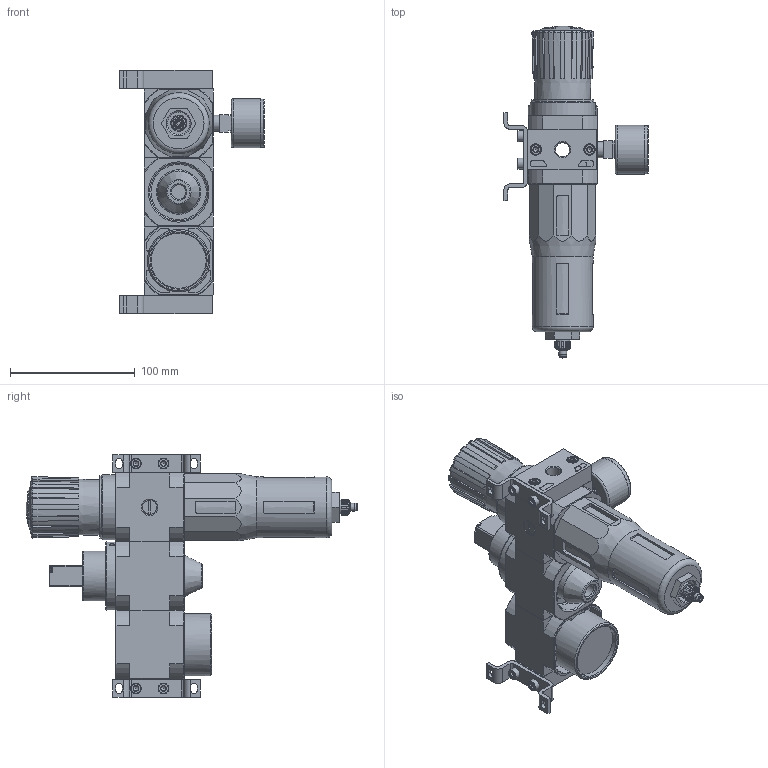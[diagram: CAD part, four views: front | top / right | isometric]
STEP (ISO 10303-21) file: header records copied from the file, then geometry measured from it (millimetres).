
FILE_DESCRIPTION(/* description */ ('STEP AP214'),/* implementation_level */ '2;1');
FILE_NAME(/* name */ '185747_LFR-1_4-D-MIDI-KD',/* time_stamp */ '2024-09-03T19:21:26+02:00',/* author */ ('License CC BY-ND 4.0'),/* organization */ ('CADENAS'),/* preprocessor_version */ 'ST-DEVELOPER v19.3',/* originating_system */ 'PARTsolutions',/* authorisation */ ' ');
FILE_SCHEMA (('AUTOMOTIVE_DESIGN {1 0 10303 214 3 1 1}'));
Length unit declared in the file: millimetre
Products named in the file (14): 185747 LFR-1/4-D-MIDI-KD; 680241 PBL-1/4-D-MIDI-L---(1) p1; DIN-912 - M5x18(F); 159593 HFOE-D-MIDI/MAXI-P1; DIN-912 - M5x10(F); 680242 PBL-1/4-D-MIDI-R---(0) p1; 120518 LFR-D-MIDI--(0); 8003639 PAGN-40-16-G14; 373846 LR-MIDI; 648415 LF; 746237 HEE-D-MDI-24; 364665 MSEB-3-24V-D; 351358 FRB-D-MIDI; 360727 HEL-MIDI
Assembly tree (23 placements, depth 2):
  185747 LFR-1/4-D-MIDI-KD
    680241 PBL-1/4-D-MIDI-L---(1) p1
    DIN-912 - M5x18(F)  x4
    159593 HFOE-D-MIDI/MAXI-P1  x2
    DIN-912 - M5x10(F)  x4
    680242 PBL-1/4-D-MIDI-R---(0) p1
    120518 LFR-D-MIDI--(0)
    8003639 PAGN-40-16-G14
    373846 LR-MIDI
    648415 LF
    746237 HEE-D-MDI-24
    364665 MSEB-3-24V-D
    351358 FRB-D-MIDI  x4
    360727 HEL-MIDI
Bounding box: 115.35 x 265.7 x 195 mm (x, y, z)
Volume: 943668.8 mm3; surface area: 161676.9 mm2
Topology: 23 solids, 24 shells, 1287 faces, 3094 edges, 1950 vertices
Faces by surface type: plane 704, cylinder 296, cone 211, torus 65, sphere 11
Full cylindrical faces by diameter (mm): 2.013 x1, 2.5 x1, 3 x1, 3.7 x4, 3.8 x2, 4 x2, 4.134 x12, 5 x13, 5.3 x4, 5.4 x1, 5.5 x2, 5.6 x3, 6 x3, 6.3 x1, 6.4 x1, 6.8 x1, 7 x5, 7.1 x1, 8 x4, 8.4 x4, 8.5 x8, 8.7 x1, 9 x2, 9.6 x1, 11 x1, 11.2 x2, 11.445 x5, 12.6 x1, 13.157 x2, 13.3 x1
Entity records: 36070 total; most frequent: CARTESIAN_POINT 6301, DIRECTION 5121, ORIENTED_EDGE 4762, EDGE_CURVE 2381, AXIS2_PLACEMENT_3D 1989, VERTEX_POINT 1646, FACE_BOUND 1375, EDGE_LOOP 1367
